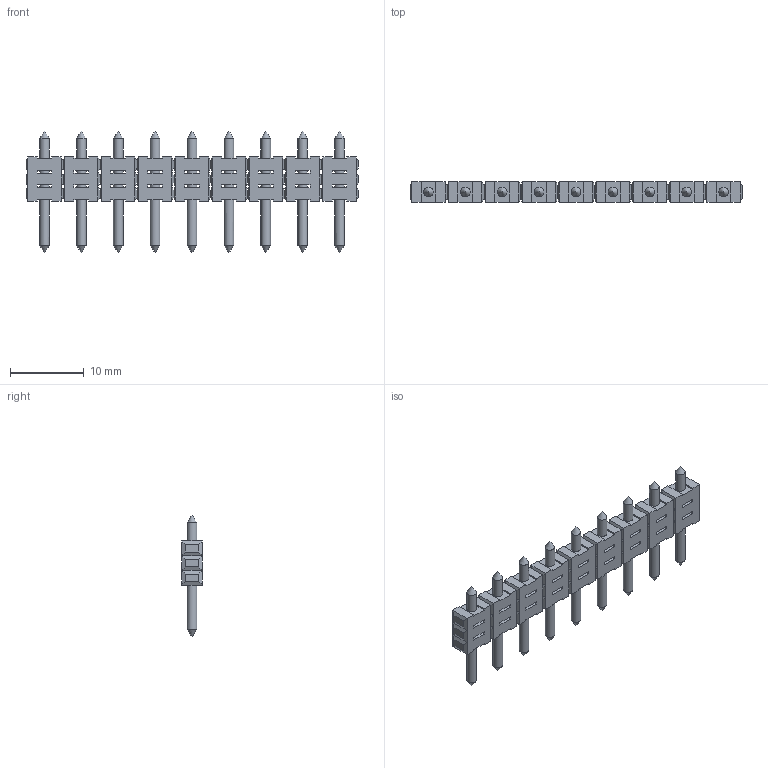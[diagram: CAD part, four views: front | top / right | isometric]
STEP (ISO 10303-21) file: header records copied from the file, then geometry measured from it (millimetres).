
FILE_DESCRIPTION(('STEP AP214'),'1');
FILE_NAME('PVST09-5.stp','2018-11-21T10:36:11',(' '),(' '),'Spatial InterOp 3D',' ',' ');
FILE_SCHEMA(('AUTOMOTIVE_DESIGN { 1 0 10303 214 1 1 1 1 }'));
Length unit declared in the file: metre
Products named in the file (1): 1
Bounding box: 45 x 2.8 x 16.5 mm (x, y, z)
Volume: 791.5 mm3; surface area: 1500.6 mm2
Topology: 1 solids, 1 shells, 456 faces, 1173 edges, 687 vertices
Faces by surface type: plane 402, cylinder 36, cone 18
Full cylindrical faces by diameter (mm): 1.3 x36
Entity records: 16357 total; most frequent: CARTESIAN_POINT 2155, ORIENTED_EDGE 2112, DIRECTION 2042, EDGE_CURVE 1056, LINE 984, VECTOR 984, VERTEX_POINT 642, EDGE_LOOP 582
